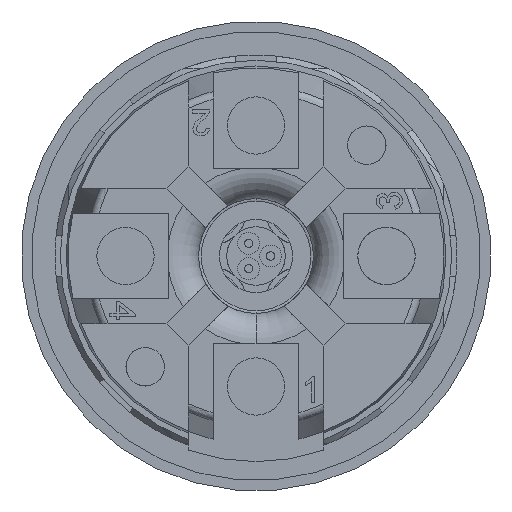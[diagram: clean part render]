
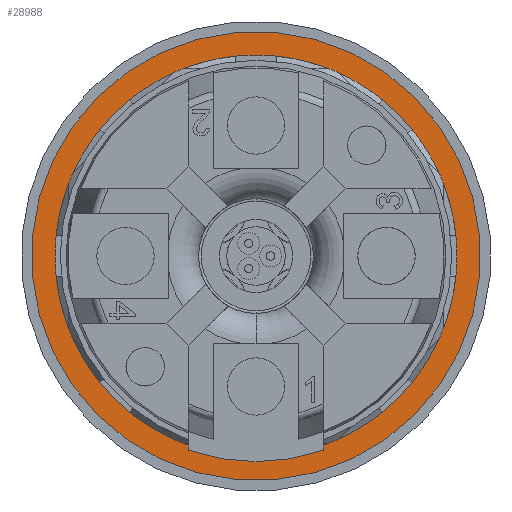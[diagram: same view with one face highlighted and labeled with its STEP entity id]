
A CAD part, front view. The second image highlights one B-rep face of the part: STEP entity #28988.
In plain terms, the highlighted face is planar.
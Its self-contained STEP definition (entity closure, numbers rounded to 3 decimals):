
#2421 = CARTESIAN_POINT ( 'NONE',  ( 0., 0., 14.2 ) ) ;
#2423 = DIRECTION ( 'NONE',  ( 0., 0., -1. ) ) ;
#2424 = DIRECTION ( 'NONE',  ( 1., 0., 0. ) ) ;
#2497 = CARTESIAN_POINT ( 'NONE',  ( 0., 0., 14.2 ) ) ;
#2499 = DIRECTION ( 'NONE',  ( 0., 0., -1. ) ) ;
#2501 = DIRECTION ( 'NONE',  ( 1., 0., 0. ) ) ;
#7277 = CARTESIAN_POINT ( 'NONE',  ( 19., 0., 14.2 ) ) ;
#7328 = CARTESIAN_POINT ( 'NONE',  ( -19., 0., 14.2 ) ) ;
#7336 = CARTESIAN_POINT ( 'NONE',  ( -21.5, 0., 14.2 ) ) ;
#7347 = CARTESIAN_POINT ( 'NONE',  ( 21.5, 0., 14.2 ) ) ;
#7627 = CARTESIAN_POINT ( 'NONE',  ( 0., 0., 14.2 ) ) ;
#7628 = DIRECTION ( 'NONE',  ( 0., 0., -1. ) ) ;
#7629 = DIRECTION ( 'NONE',  ( 1., 0., 0. ) ) ;
#7631 = CARTESIAN_POINT ( 'NONE',  ( 0., 0., 14.2 ) ) ;
#7632 = DIRECTION ( 'NONE',  ( 0., 0., -1. ) ) ;
#7633 = DIRECTION ( 'NONE',  ( 1., 0., 0. ) ) ;
#13142 = AXIS2_PLACEMENT_3D ( 'NONE', #21345, #21351, #21352 ) ;
#19631 = CIRCLE ( 'NONE', #19917, 21.5 ) ;
#19784 = AXIS2_PLACEMENT_3D ( 'NONE', #7631, #7632, #7633 ) ;
#19849 = AXIS2_PLACEMENT_3D ( 'NONE', #7627, #7628, #7629 ) ;
#19865 = CIRCLE ( 'NONE', #19849, 21.5 ) ;
#19872 = CIRCLE ( 'NONE', #19784, 19. ) ;
#19917 = AXIS2_PLACEMENT_3D ( 'NONE', #2497, #2499, #2501 ) ;
#19918 = CIRCLE ( 'NONE', #19941, 19. ) ;
#19941 = AXIS2_PLACEMENT_3D ( 'NONE', #2421, #2423, #2424 ) ;
#21339 = FACE_BOUND ( 'NONE', #24028, .T. ) ;
#21345 = CARTESIAN_POINT ( 'NONE',  ( 0., 0., 14.2 ) ) ;
#21348 = FACE_OUTER_BOUND ( 'NONE', #52199, .T. ) ;
#21349 = PLANE ( 'NONE',  #13142 ) ;
#21351 = DIRECTION ( 'NONE',  ( 0., 0., 1. ) ) ;
#21352 = DIRECTION ( 'NONE',  ( 1., 0., 0. ) ) ;
#24028 = EDGE_LOOP ( 'NONE', ( #43036, #43038 ) ) ;
#28988 = ADVANCED_FACE ( 'NONE', ( #21348, #21339 ), #21349, .F. ) ;
#31746 = EDGE_CURVE ( 'NONE', #51678, #51576, #19918, .T. ) ;
#31758 = EDGE_CURVE ( 'NONE', #51716, #51694, #19631, .T. ) ;
#31853 = EDGE_CURVE ( 'NONE', #51694, #51716, #19865, .T. ) ;
#31854 = EDGE_CURVE ( 'NONE', #51576, #51678, #19872, .T. ) ;
#43033 = ORIENTED_EDGE ( 'NONE', *, *, #31853, .T. ) ;
#43034 = ORIENTED_EDGE ( 'NONE', *, *, #31758, .T. ) ;
#43036 = ORIENTED_EDGE ( 'NONE', *, *, #31746, .F. ) ;
#43038 = ORIENTED_EDGE ( 'NONE', *, *, #31854, .F. ) ;
#51576 = VERTEX_POINT ( 'NONE', #7277 ) ;
#51678 = VERTEX_POINT ( 'NONE', #7328 ) ;
#51694 = VERTEX_POINT ( 'NONE', #7336 ) ;
#51716 = VERTEX_POINT ( 'NONE', #7347 ) ;
#52199 = EDGE_LOOP ( 'NONE', ( #43033, #43034 ) ) ;
